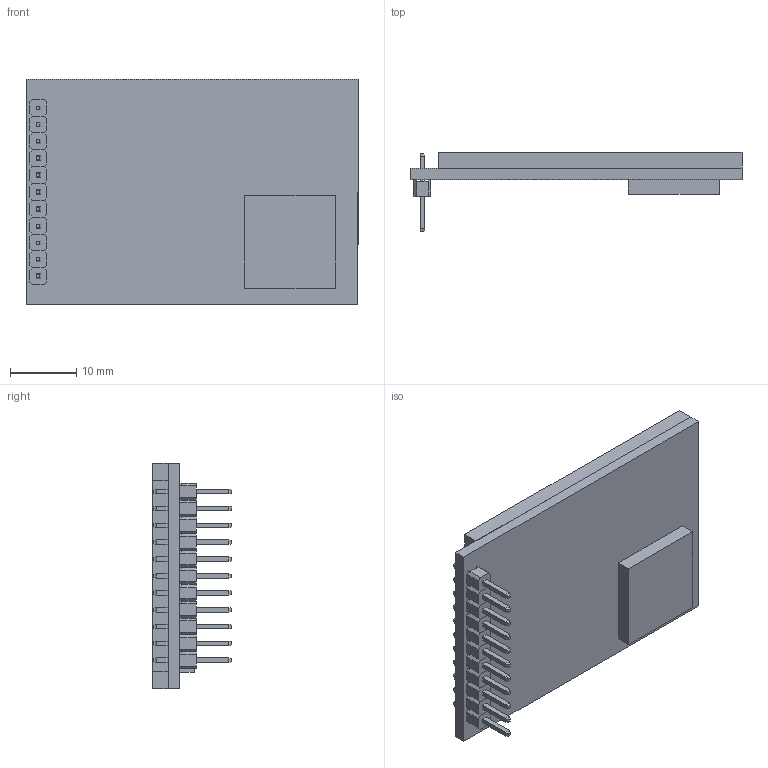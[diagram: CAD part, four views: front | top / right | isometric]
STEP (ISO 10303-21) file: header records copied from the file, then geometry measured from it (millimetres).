
FILE_DESCRIPTION (( 'STEP AP214' ), '1' );
FILE_NAME ('ST7735.STEP', '2015-03-21T19:15:06', ( '' ), ( '' ), 'SwSTEP 2.0', 'SolidWorks 2014', '' );
FILE_SCHEMA (( 'AUTOMOTIVE_DESIGN' ));
Length unit declared in the file: millimetre
Products named in the file (4): pin-header-pin; ST7735-baseboard; ST7735; ST7735-screen
Assembly tree (13 placements, depth 2):
  ST7735
    ST7735-baseboard
    ST7735-screen
    pin-header-pin  x11
Bounding box: 50 x 11.94 x 34 mm (x, y, z)
Volume: 6880 mm3; surface area: 8207.3 mm2
Topology: 14 solids, 14 shells, 384 faces, 868 edges, 534 vertices
Faces by surface type: plane 384
Entity records: 2487 total; most frequent: CARTESIAN_POINT 322, DIRECTION 308, ORIENTED_EDGE 296, EDGE_CURVE 148, VECTOR 148, LINE 148, VERTEX_POINT 94, AXIS2_PLACEMENT_3D 80
